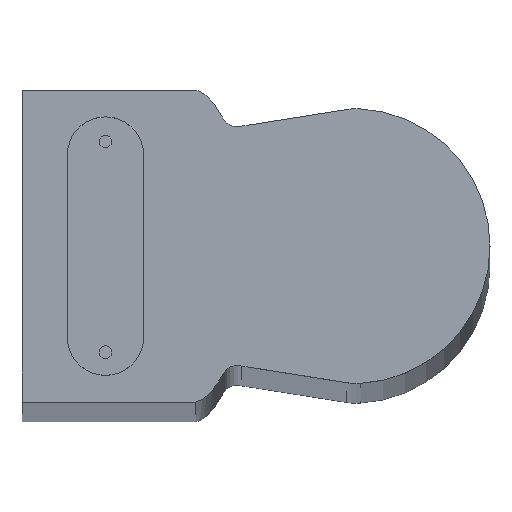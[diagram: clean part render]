
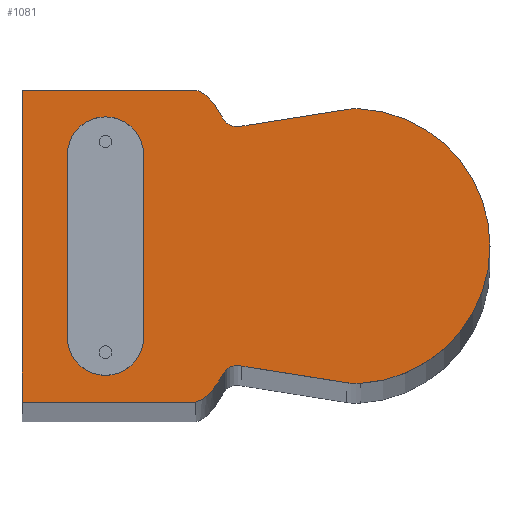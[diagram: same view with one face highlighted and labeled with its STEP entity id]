
A CAD part, top view. The second image highlights one B-rep face of the part: STEP entity #1081.
In plain terms, the highlighted face is planar.
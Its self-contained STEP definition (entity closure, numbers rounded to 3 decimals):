
#3 = VERTEX_POINT ( 'NONE', #1111 ) ;
#8 = ORIENTED_EDGE ( 'NONE', *, *, #1187, .T. ) ;
#27 = EDGE_CURVE ( 'NONE', #1918, #1320, #1479, .T. ) ;
#53 = VERTEX_POINT ( 'NONE', #976 ) ;
#59 = CIRCLE ( 'NONE', #1731, 5. ) ;
#90 = AXIS2_PLACEMENT_3D ( 'NONE', #126, #1779, #1806 ) ;
#111 = CARTESIAN_POINT ( 'NONE',  ( 0., 436.5, 0. ) ) ;
#117 = LINE ( 'NONE', #1811, #1196 ) ;
#126 = CARTESIAN_POINT ( 'NONE',  ( 10.391, 436.5, -16.546 ) ) ;
#133 = B_SPLINE_CURVE_WITH_KNOTS ( 'NONE', 2,
 ( #1406, #654, #1254 ),
 .UNSPECIFIED., .F., .F.,
 ( 3, 3 ),
 ( 0.5, 0.501 ),
 .UNSPECIFIED. ) ;
#184 = VECTOR ( 'NONE', #1146, 1000. ) ;
#190 = VECTOR ( 'NONE', #1524, 1000. ) ;
#204 = DIRECTION ( 'NONE',  ( -1., 0., 0. ) ) ;
#209 = EDGE_CURVE ( 'NONE', #1788, #53, #1563, .T. ) ;
#259 = EDGE_CURVE ( 'NONE', #740, #1451, #1766, .T. ) ;
#303 = CARTESIAN_POINT ( 'NONE',  ( -10.505, 436.5, -24.975 ) ) ;
#317 = ORIENTED_EDGE ( 'NONE', *, *, #1236, .F. ) ;
#342 = EDGE_CURVE ( 'NONE', #1516, #510, #1493, .T. ) ;
#350 = CARTESIAN_POINT ( 'NONE',  ( -9.693, 436.5, -15.548 ) ) ;
#354 = DIRECTION ( 'NONE',  ( 0., 1., 0. ) ) ;
#366 = DIRECTION ( 'NONE',  ( 0., 1., 0. ) ) ;
#379 = ORIENTED_EDGE ( 'NONE', *, *, #1988, .T. ) ;
#407 = EDGE_CURVE ( 'NONE', #1188, #1640, #414, .T. ) ;
#414 = B_SPLINE_CURVE_WITH_KNOTS ( 'NONE', 2,
 ( #350, #958, #1981 ),
 .UNSPECIFIED., .F., .F.,
 ( 3, 3 ),
 ( 0.499, 0.5 ),
 .UNSPECIFIED. ) ;
#449 = DIRECTION ( 'NONE',  ( 0.156, 0., 0.988 ) ) ;
#456 = DIRECTION ( 'NONE',  ( 0., -1., 0. ) ) ;
#469 = DIRECTION ( 'NONE',  ( -1., 0., 0. ) ) ;
#491 = EDGE_CURVE ( 'NONE', #840, #1188, #953, .T. ) ;
#503 = CARTESIAN_POINT ( 'NONE',  ( -7.01, 436.5, -6.421 ) ) ;
#510 = VERTEX_POINT ( 'NONE', #1152 ) ;
#515 = CIRCLE ( 'NONE', #727, 10.576 ) ;
#539 = CARTESIAN_POINT ( 'NONE',  ( 5.566, 436.5, -25.755 ) ) ;
#551 = ORIENTED_EDGE ( 'NONE', *, *, #1950, .T. ) ;
#555 = CARTESIAN_POINT ( 'NONE',  ( -12., 436.5, 0. ) ) ;
#585 = DIRECTION ( 'NONE',  ( 1., 0., 0. ) ) ;
#592 = VECTOR ( 'NONE', #449, 1000. ) ;
#629 = CARTESIAN_POINT ( 'NONE',  ( -12., 436.5, 0. ) ) ;
#633 = EDGE_CURVE ( 'NONE', #1320, #740, #1067, .T. ) ;
#641 = ORIENTED_EDGE ( 'NONE', *, *, #407, .T. ) ;
#654 = CARTESIAN_POINT ( 'NONE',  ( 11.805, 436.5, -14.405 ) ) ;
#722 = CARTESIAN_POINT ( 'NONE',  ( -10.557, 436.5, -26.051 ) ) ;
#727 = AXIS2_PLACEMENT_3D ( 'NONE', #1131, #366, #204 ) ;
#732 = ORIENTED_EDGE ( 'NONE', *, *, #491, .T. ) ;
#740 = VERTEX_POINT ( 'NONE', #1974 ) ;
#747 = FACE_BOUND ( 'NONE', #1395, .T. ) ;
#771 = CARTESIAN_POINT ( 'NONE',  ( -5.566, 436.5, -25.755 ) ) ;
#798 = EDGE_CURVE ( 'NONE', #1681, #3, #59, .T. ) ;
#803 = CARTESIAN_POINT ( 'NONE',  ( 12., 436.5, 0. ) ) ;
#828 = ORIENTED_EDGE ( 'NONE', *, *, #1056, .T. ) ;
#834 = AXIS2_PLACEMENT_3D ( 'NONE', #503, #1717, #1266 ) ;
#840 = VERTEX_POINT ( 'NONE', #1109 ) ;
#865 = ORIENTED_EDGE ( 'NONE', *, *, #259, .F. ) ;
#891 = ORIENTED_EDGE ( 'NONE', *, *, #915, .T. ) ;
#915 = EDGE_CURVE ( 'NONE', #53, #1839, #1181, .T. ) ;
#916 = VERTEX_POINT ( 'NONE', #555 ) ;
#953 = CIRCLE ( 'NONE', #1638, 1.218 ) ;
#958 = CARTESIAN_POINT ( 'NONE',  ( -11.805, 436.5, -14.405 ) ) ;
#960 = AXIS2_PLACEMENT_3D ( 'NONE', #539, #1636, #1785 ) ;
#971 = CARTESIAN_POINT ( 'NONE',  ( -9.693, 436.5, -15.548 ) ) ;
#976 = CARTESIAN_POINT ( 'NONE',  ( 9.233, 436.5, -16.921 ) ) ;
#994 = EDGE_CURVE ( 'NONE', #1839, #1020, #1284, .T. ) ;
#1020 = VERTEX_POINT ( 'NONE', #1628 ) ;
#1023 = DIRECTION ( 'NONE',  ( -1., 0., 0. ) ) ;
#1035 = CARTESIAN_POINT ( 'NONE',  ( 7.01, 436.5, -3.488 ) ) ;
#1039 = CARTESIAN_POINT ( 'NONE',  ( 10.505, 436.5, -24.975 ) ) ;
#1056 = EDGE_CURVE ( 'NONE', #916, #1516, #117, .T. ) ;
#1057 = VECTOR ( 'NONE', #1313, 1000. ) ;
#1067 = LINE ( 'NONE', #1035, #1160 ) ;
#1074 = FACE_OUTER_BOUND ( 'NONE', #1298, .T. ) ;
#1081 = ADVANCED_FACE ( 'NONE', ( #747, #1074 ), #1679, .F. ) ;
#1109 = CARTESIAN_POINT ( 'NONE',  ( -9.233, 436.5, -16.921 ) ) ;
#1111 = CARTESIAN_POINT ( 'NONE',  ( -10.505, 436.5, -24.975 ) ) ;
#1131 = CARTESIAN_POINT ( 'NONE',  ( 0., 436.5, -25.424 ) ) ;
#1142 = ORIENTED_EDGE ( 'NONE', *, *, #209, .T. ) ;
#1146 = DIRECTION ( 'NONE',  ( 0.156, 0., -0.988 ) ) ;
#1152 = CARTESIAN_POINT ( 'NONE',  ( 12., 436.5, -13.364 ) ) ;
#1156 = ORIENTED_EDGE ( 'NONE', *, *, #342, .T. ) ;
#1160 = VECTOR ( 'NONE', #1649, 1000. ) ;
#1181 = LINE ( 'NONE', #1312, #184 ) ;
#1187 = EDGE_CURVE ( 'NONE', #1020, #1681, #515, .T. ) ;
#1188 = VERTEX_POINT ( 'NONE', #971 ) ;
#1196 = VECTOR ( 'NONE', #1376, 1000. ) ;
#1210 = DIRECTION ( 'NONE',  ( -1., 0., 0. ) ) ;
#1236 = EDGE_CURVE ( 'NONE', #1451, #1918, #1544, .T. ) ;
#1254 = CARTESIAN_POINT ( 'NONE',  ( 9.693, 436.5, -15.548 ) ) ;
#1262 = ORIENTED_EDGE ( 'NONE', *, *, #633, .F. ) ;
#1266 = DIRECTION ( 'NONE',  ( -1., 0., 0. ) ) ;
#1284 = CIRCLE ( 'NONE', #960, 5. ) ;
#1298 = EDGE_LOOP ( 'NONE', ( #1156, #1426, #1142, #891, #1823, #8, #1491, #551, #732, #641, #379, #828 ) ) ;
#1312 = CARTESIAN_POINT ( 'NONE',  ( 10.505, 436.5, -24.975 ) ) ;
#1313 = DIRECTION ( 'NONE',  ( 0., 0., -1. ) ) ;
#1314 = DIRECTION ( 'NONE',  ( 0., 1., 0. ) ) ;
#1319 = CARTESIAN_POINT ( 'NONE',  ( -7.01, 436.5, -9.355 ) ) ;
#1320 = VERTEX_POINT ( 'NONE', #1631 ) ;
#1360 = CARTESIAN_POINT ( 'NONE',  ( -10.391, 436.5, -16.546 ) ) ;
#1372 = LINE ( 'NONE', #303, #592 ) ;
#1376 = DIRECTION ( 'NONE',  ( 1., 0., 0. ) ) ;
#1382 = VECTOR ( 'NONE', #469, 1000. ) ;
#1395 = EDGE_LOOP ( 'NONE', ( #317, #865, #1262, #1550 ) ) ;
#1406 = CARTESIAN_POINT ( 'NONE',  ( 12., 436.5, -13.364 ) ) ;
#1426 = ORIENTED_EDGE ( 'NONE', *, *, #1521, .T. ) ;
#1451 = VERTEX_POINT ( 'NONE', #1993 ) ;
#1477 = CARTESIAN_POINT ( 'NONE',  ( 12., 436.5, -3. ) ) ;
#1479 = CIRCLE ( 'NONE', #834, 2.933 ) ;
#1491 = ORIENTED_EDGE ( 'NONE', *, *, #798, .T. ) ;
#1493 = LINE ( 'NONE', #1477, #1057 ) ;
#1507 = DIRECTION ( 'NONE',  ( 0., -1., 0. ) ) ;
#1509 = CARTESIAN_POINT ( 'NONE',  ( 7.01, 436.5, -6.421 ) ) ;
#1516 = VERTEX_POINT ( 'NONE', #803 ) ;
#1521 = EDGE_CURVE ( 'NONE', #510, #1788, #133, .T. ) ;
#1524 = DIRECTION ( 'NONE',  ( 0., 0., 1. ) ) ;
#1542 = AXIS2_PLACEMENT_3D ( 'NONE', #111, #1507, #585 ) ;
#1544 = LINE ( 'NONE', #1997, #1382 ) ;
#1550 = ORIENTED_EDGE ( 'NONE', *, *, #27, .F. ) ;
#1563 = CIRCLE ( 'NONE', #90, 1.218 ) ;
#1628 = CARTESIAN_POINT ( 'NONE',  ( 10.557, 436.5, -26.051 ) ) ;
#1631 = CARTESIAN_POINT ( 'NONE',  ( -7.01, 436.5, -3.488 ) ) ;
#1636 = DIRECTION ( 'NONE',  ( 0., 1., 0. ) ) ;
#1638 = AXIS2_PLACEMENT_3D ( 'NONE', #1360, #456, #1210 ) ;
#1640 = VERTEX_POINT ( 'NONE', #1911 ) ;
#1649 = DIRECTION ( 'NONE',  ( 1., 0., 0. ) ) ;
#1679 = PLANE ( 'NONE',  #1542 ) ;
#1681 = VERTEX_POINT ( 'NONE', #722 ) ;
#1705 = LINE ( 'NONE', #629, #190 ) ;
#1717 = DIRECTION ( 'NONE',  ( 0., 1., 0. ) ) ;
#1731 = AXIS2_PLACEMENT_3D ( 'NONE', #771, #354, #1984 ) ;
#1746 = CARTESIAN_POINT ( 'NONE',  ( 9.693, 436.5, -15.548 ) ) ;
#1766 = CIRCLE ( 'NONE', #1881, 2.933 ) ;
#1779 = DIRECTION ( 'NONE',  ( 0., -1., 0. ) ) ;
#1785 = DIRECTION ( 'NONE',  ( -1., 0., 0. ) ) ;
#1788 = VERTEX_POINT ( 'NONE', #1746 ) ;
#1806 = DIRECTION ( 'NONE',  ( -1., 0., 0. ) ) ;
#1811 = CARTESIAN_POINT ( 'NONE',  ( 12., 436.5, 0. ) ) ;
#1823 = ORIENTED_EDGE ( 'NONE', *, *, #994, .T. ) ;
#1839 = VERTEX_POINT ( 'NONE', #1039 ) ;
#1881 = AXIS2_PLACEMENT_3D ( 'NONE', #1509, #1314, #1023 ) ;
#1911 = CARTESIAN_POINT ( 'NONE',  ( -12., 436.5, -13.364 ) ) ;
#1918 = VERTEX_POINT ( 'NONE', #1319 ) ;
#1950 = EDGE_CURVE ( 'NONE', #3, #840, #1372, .T. ) ;
#1974 = CARTESIAN_POINT ( 'NONE',  ( 7.01, 436.5, -3.488 ) ) ;
#1981 = CARTESIAN_POINT ( 'NONE',  ( -12., 436.5, -13.364 ) ) ;
#1984 = DIRECTION ( 'NONE',  ( -1., 0., 0. ) ) ;
#1988 = EDGE_CURVE ( 'NONE', #1640, #916, #1705, .T. ) ;
#1993 = CARTESIAN_POINT ( 'NONE',  ( 7.01, 436.5, -9.355 ) ) ;
#1997 = CARTESIAN_POINT ( 'NONE',  ( 7.01, 436.5, -9.355 ) ) ;
